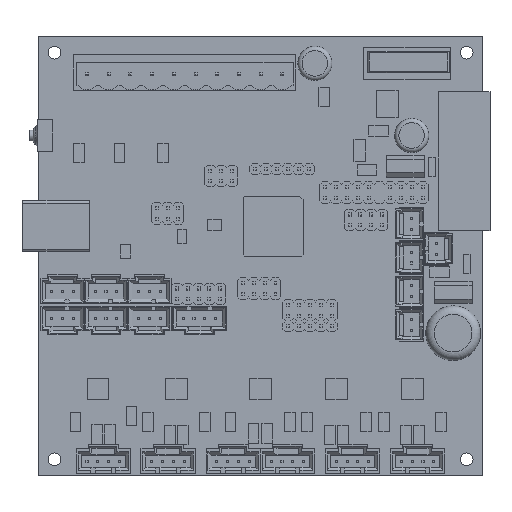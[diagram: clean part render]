
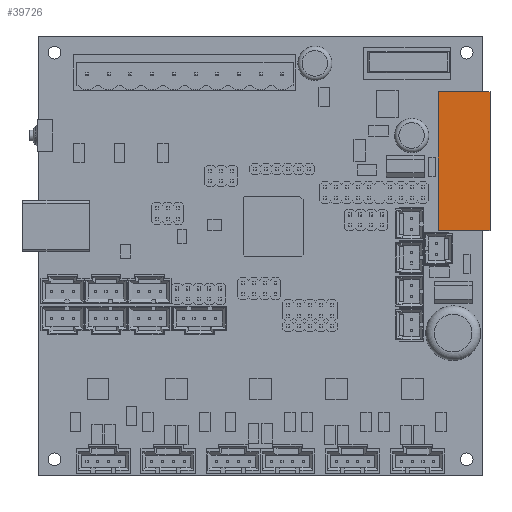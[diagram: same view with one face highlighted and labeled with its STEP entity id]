
A CAD part, top view. The second image highlights one B-rep face of the part: STEP entity #39726.
In plain terms, the highlighted planar face has unit normal (0, 0, 1).
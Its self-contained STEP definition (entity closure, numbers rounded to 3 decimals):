
#1738=FACE_OUTER_BOUND('',#3953,.T.);
#3953=EDGE_LOOP('',(#29361,#29362,#29363,#29364));
#7682=LINE('',#58543,#12817);
#7685=LINE('',#58549,#12820);
#7688=LINE('',#58555,#12823);
#7691=LINE('',#58559,#12826);
#12817=VECTOR('',#48296,10.);
#12820=VECTOR('',#48301,10.);
#12823=VECTOR('',#48306,10.);
#12826=VECTOR('',#48311,10.);
#17080=VERTEX_POINT('',#58540);
#17081=VERTEX_POINT('',#58542);
#17083=VERTEX_POINT('',#58548);
#17085=VERTEX_POINT('',#58554);
#21445=EDGE_CURVE('',#17081,#17080,#7682,.T.);
#21448=EDGE_CURVE('',#17083,#17081,#7685,.T.);
#21451=EDGE_CURVE('',#17085,#17083,#7688,.T.);
#21454=EDGE_CURVE('',#17080,#17085,#7691,.T.);
#29361=ORIENTED_EDGE('',*,*,#21454,.T.);
#29362=ORIENTED_EDGE('',*,*,#21451,.T.);
#29363=ORIENTED_EDGE('',*,*,#21448,.T.);
#29364=ORIENTED_EDGE('',*,*,#21445,.T.);
#35520=PLANE('',#42252);
#39726=ADVANCED_FACE('',(#1738),#35520,.T.);
#42252=AXIS2_PLACEMENT_3D('',#58560,#48312,#48313);
#48296=DIRECTION('',(-1.,0.,0.));
#48301=DIRECTION('',(0.,1.,0.));
#48306=DIRECTION('',(1.,0.,0.));
#48311=DIRECTION('',(0.,-1.,0.));
#48312=DIRECTION('center_axis',(0.,0.,1.));
#48313=DIRECTION('ref_axis',(1.,0.,0.));
#58540=CARTESIAN_POINT('',(93.726,89.916,8.5));
#58542=CARTESIAN_POINT('',(105.791,89.916,8.5));
#58543=CARTESIAN_POINT('',(105.791,89.916,8.5));
#58548=CARTESIAN_POINT('',(105.791,57.404,8.5));
#58549=CARTESIAN_POINT('',(105.791,57.404,8.5));
#58554=CARTESIAN_POINT('',(93.726,57.404,8.5));
#58555=CARTESIAN_POINT('',(93.726,57.404,8.5));
#58559=CARTESIAN_POINT('',(93.726,89.916,8.5));
#58560=CARTESIAN_POINT('Origin',(99.759,73.66,8.5));
